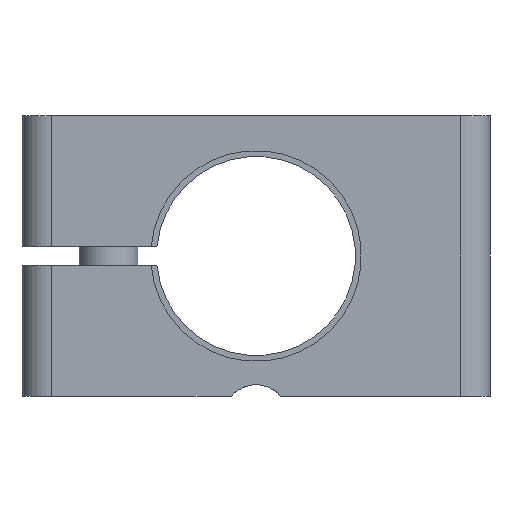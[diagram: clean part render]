
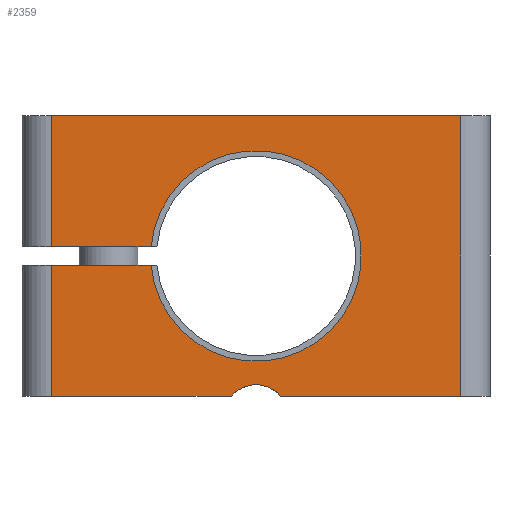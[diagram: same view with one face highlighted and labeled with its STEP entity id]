
A CAD part, front view. The second image highlights one B-rep face of the part: STEP entity #2359.
In plain terms, the highlighted planar face has unit normal (0, -1, 0).
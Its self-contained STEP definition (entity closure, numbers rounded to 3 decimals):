
#130=CIRCLE($,#2516,2.75);
#133=CIRCLE($,#2522,9.);
#247=FACE_OUTER_BOUND($,#389,.T.);
#389=EDGE_LOOP($,(#1733,#1734,#1735,#1736,#1737,#1738,#1739,#1740,#1741,
#1742));
#590=LINE($,#3662,#798);
#591=LINE($,#3664,#799);
#592=LINE($,#3666,#800);
#593=LINE($,#3668,#801);
#594=LINE($,#3670,#802);
#595=LINE($,#3674,#803);
#596=LINE($,#3676,#804);
#597=LINE($,#3677,#805);
#798=VECTOR($,#2873,15.379);
#799=VECTOR($,#2874,24.);
#800=VECTOR($,#2875,35.);
#801=VECTOR($,#2876,11.2);
#802=VECTOR($,#2877,8.536);
#803=VECTOR($,#2880,8.536);
#804=VECTOR($,#2881,11.2);
#805=VECTOR($,#2882,15.379);
#1035=VERTEX_POINT($,#3634);
#1036=VERTEX_POINT($,#3636);
#1045=VERTEX_POINT($,#3661);
#1046=VERTEX_POINT($,#3663);
#1047=VERTEX_POINT($,#3665);
#1048=VERTEX_POINT($,#3667);
#1049=VERTEX_POINT($,#3669);
#1050=VERTEX_POINT($,#3671);
#1051=VERTEX_POINT($,#3673);
#1052=VERTEX_POINT($,#3675);
#1301=EDGE_CURVE($,#1036,#1035,#130,.T.);
#1314=EDGE_CURVE($,#1035,#1045,#590,.T.);
#1315=EDGE_CURVE($,#1046,#1045,#591,.T.);
#1316=EDGE_CURVE($,#1047,#1046,#592,.T.);
#1317=EDGE_CURVE($,#1047,#1048,#593,.T.);
#1318=EDGE_CURVE($,#1048,#1049,#594,.T.);
#1319=EDGE_CURVE($,#1049,#1050,#133,.T.);
#1320=EDGE_CURVE($,#1050,#1051,#595,.T.);
#1321=EDGE_CURVE($,#1051,#1052,#596,.T.);
#1322=EDGE_CURVE($,#1052,#1036,#597,.T.);
#1733=ORIENTED_EDGE($,*,*,#1301,.T.);
#1734=ORIENTED_EDGE($,*,*,#1314,.T.);
#1735=ORIENTED_EDGE($,*,*,#1315,.F.);
#1736=ORIENTED_EDGE($,*,*,#1316,.F.);
#1737=ORIENTED_EDGE($,*,*,#1317,.T.);
#1738=ORIENTED_EDGE($,*,*,#1318,.T.);
#1739=ORIENTED_EDGE($,*,*,#1319,.T.);
#1740=ORIENTED_EDGE($,*,*,#1320,.T.);
#1741=ORIENTED_EDGE($,*,*,#1321,.T.);
#1742=ORIENTED_EDGE($,*,*,#1322,.T.);
#2266=PLANE($,#2521);
#2359=ADVANCED_FACE($,(#247),#2266,.T.);
#2516=AXIS2_PLACEMENT_3D($,#3637,#2851,#2852);
#2521=AXIS2_PLACEMENT_3D($,#3660,#2871,#2872);
#2522=AXIS2_PLACEMENT_3D($,#3672,#2878,#2879);
#2851=DIRECTION('center_axis',(0.,1.,0.));
#2852=DIRECTION('ref_axis',(-1.,0.,0.));
#2871=DIRECTION('center_axis',(0.,-1.,0.));
#2872=DIRECTION('ref_axis',(0.,0.,-1.));
#2873=DIRECTION($,(1.,0.,0.));
#2874=DIRECTION($,(0.,0.,-1.));
#2875=DIRECTION($,(1.,0.,0.));
#2876=DIRECTION($,(0.,0.,-1.));
#2877=DIRECTION($,(1.,0.,0.));
#2878=DIRECTION('center_axis',(0.,1.,0.));
#2879=DIRECTION('ref_axis',(-1.,0.,0.));
#2880=DIRECTION($,(-1.,0.,0.));
#2881=DIRECTION($,(0.,0.,-1.));
#2882=DIRECTION($,(1.,0.,0.));
#3634=CARTESIAN_POINT('',(22.121,0.,-24.));
#3636=CARTESIAN_POINT('',(17.879,0.,-24.));
#3637=CARTESIAN_POINT('Origin',(20.,0.,-25.75));
#3660=CARTESIAN_POINT('Origin',(2.5,0.,0.));
#3661=CARTESIAN_POINT('',(37.5,0.,-24.));
#3662=CARTESIAN_POINT($,(22.121,0.,-24.));
#3663=CARTESIAN_POINT('',(37.5,0.,0.));
#3664=CARTESIAN_POINT($,(37.5,0.,0.));
#3665=CARTESIAN_POINT('',(2.5,0.,0.));
#3666=CARTESIAN_POINT($,(2.5,0.,0.));
#3667=CARTESIAN_POINT('',(2.5,0.,-11.2));
#3668=CARTESIAN_POINT($,(2.5,0.,0.));
#3669=CARTESIAN_POINT('',(11.036,0.,-11.2));
#3670=CARTESIAN_POINT($,(2.5,0.,-11.2));
#3671=CARTESIAN_POINT('',(11.036,0.,-12.8));
#3672=CARTESIAN_POINT('Origin',(20.,0.,-12.));
#3673=CARTESIAN_POINT('',(2.5,0.,-12.8));
#3674=CARTESIAN_POINT($,(11.036,0.,-12.8));
#3675=CARTESIAN_POINT('',(2.5,0.,-24.));
#3676=CARTESIAN_POINT($,(2.5,0.,-12.8));
#3677=CARTESIAN_POINT($,(2.5,0.,-24.));
